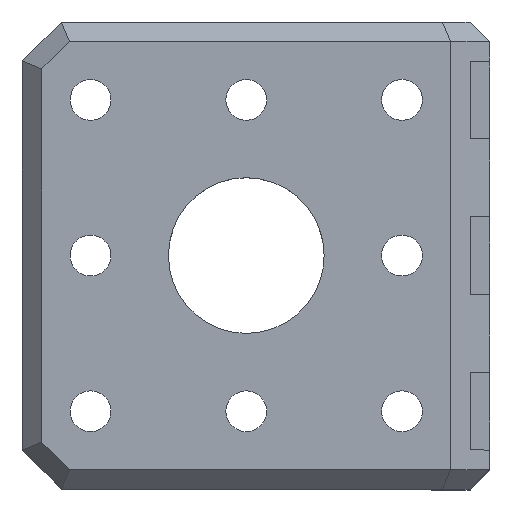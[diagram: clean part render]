
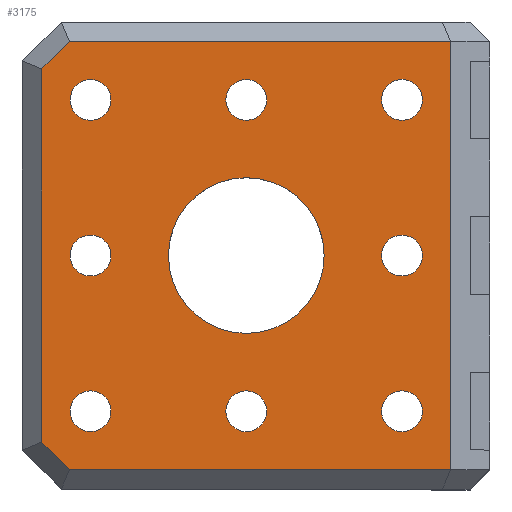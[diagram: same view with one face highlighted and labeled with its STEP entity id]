
A CAD part, top view. The second image highlights one B-rep face of the part: STEP entity #3175.
In plain terms, the highlighted planar face has unit normal (0, 0, 1).
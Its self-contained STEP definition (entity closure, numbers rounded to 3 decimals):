
#2=CARTESIAN_POINT('',(-12.5,-8.,0.));
#3=DIRECTION('',(0.,0.,1.));
#4=DIRECTION('',(-1.,0.,0.));
#5=AXIS2_PLACEMENT_3D('',#2,#3,#4);
#7=CARTESIAN_POINT('',(-12.5,-8.,0.));
#8=DIRECTION('',(0.,0.,1.));
#9=DIRECTION('',(1.,0.,0.));
#10=AXIS2_PLACEMENT_3D('',#7,#8,#9);
#12=CARTESIAN_POINT('',(-12.5,8.,0.));
#13=DIRECTION('',(0.,0.,1.));
#14=DIRECTION('',(-1.,0.,0.));
#15=AXIS2_PLACEMENT_3D('',#12,#13,#14);
#17=CARTESIAN_POINT('',(-12.5,8.,0.));
#18=DIRECTION('',(0.,0.,1.));
#19=DIRECTION('',(1.,0.,0.));
#20=AXIS2_PLACEMENT_3D('',#17,#18,#19);
#22=CARTESIAN_POINT('',(-20.5,0.,0.));
#23=DIRECTION('',(0.,0.,1.));
#24=DIRECTION('',(-1.,0.,0.));
#25=AXIS2_PLACEMENT_3D('',#22,#23,#24);
#27=CARTESIAN_POINT('',(-20.5,0.,0.));
#28=DIRECTION('',(0.,0.,1.));
#29=DIRECTION('',(1.,0.,0.));
#30=AXIS2_PLACEMENT_3D('',#27,#28,#29);
#32=CARTESIAN_POINT('',(-4.5,0.,0.));
#33=DIRECTION('',(0.,0.,1.));
#34=DIRECTION('',(-1.,0.,0.));
#35=AXIS2_PLACEMENT_3D('',#32,#33,#34);
#37=CARTESIAN_POINT('',(-4.5,0.,0.));
#38=DIRECTION('',(0.,0.,1.));
#39=DIRECTION('',(1.,0.,0.));
#40=AXIS2_PLACEMENT_3D('',#37,#38,#39);
#42=CARTESIAN_POINT('',(-4.5,8.,0.));
#43=DIRECTION('',(0.,0.,1.));
#44=DIRECTION('',(-1.,0.,0.));
#45=AXIS2_PLACEMENT_3D('',#42,#43,#44);
#47=CARTESIAN_POINT('',(-4.5,8.,0.));
#48=DIRECTION('',(0.,0.,1.));
#49=DIRECTION('',(1.,0.,0.));
#50=AXIS2_PLACEMENT_3D('',#47,#48,#49);
#52=CARTESIAN_POINT('',(-20.5,8.,0.));
#53=DIRECTION('',(0.,0.,1.));
#54=DIRECTION('',(-1.,0.,0.));
#55=AXIS2_PLACEMENT_3D('',#52,#53,#54);
#57=CARTESIAN_POINT('',(-20.5,8.,0.));
#58=DIRECTION('',(0.,0.,1.));
#59=DIRECTION('',(1.,0.,0.));
#60=AXIS2_PLACEMENT_3D('',#57,#58,#59);
#62=CARTESIAN_POINT('',(-20.5,-8.,0.));
#63=DIRECTION('',(0.,0.,1.));
#64=DIRECTION('',(-1.,0.,0.));
#65=AXIS2_PLACEMENT_3D('',#62,#63,#64);
#67=CARTESIAN_POINT('',(-20.5,-8.,0.));
#68=DIRECTION('',(0.,0.,1.));
#69=DIRECTION('',(1.,0.,0.));
#70=AXIS2_PLACEMENT_3D('',#67,#68,#69);
#72=CARTESIAN_POINT('',(-4.5,-8.,0.));
#73=DIRECTION('',(0.,0.,1.));
#74=DIRECTION('',(-1.,0.,0.));
#75=AXIS2_PLACEMENT_3D('',#72,#73,#74);
#77=CARTESIAN_POINT('',(-4.5,-8.,0.));
#78=DIRECTION('',(0.,0.,1.));
#79=DIRECTION('',(1.,0.,0.));
#80=AXIS2_PLACEMENT_3D('',#77,#78,#79);
#82=CARTESIAN_POINT('',(-12.5,0.,0.));
#83=DIRECTION('',(0.,0.,1.));
#84=DIRECTION('',(0.,1.,0.));
#85=AXIS2_PLACEMENT_3D('',#82,#83,#84);
#87=CARTESIAN_POINT('',(-12.5,0.,0.));
#88=DIRECTION('',(0.,0.,1.));
#89=DIRECTION('',(0.,-1.,0.));
#90=AXIS2_PLACEMENT_3D('',#87,#88,#89);
#852=DIRECTION('',(0.,1.,0.));
#853=VECTOR('',#852,19.172);
#854=CARTESIAN_POINT('',(-23.,-9.586,0.));
#855=LINE('',#854,#853);
#868=DIRECTION('',(-0.707,0.707,0.));
#869=VECTOR('',#868,2.);
#870=CARTESIAN_POINT('',(-21.586,-11.,0.));
#871=LINE('',#870,#869);
#884=DIRECTION('',(1.,0.,0.));
#885=VECTOR('',#884,19.586);
#886=CARTESIAN_POINT('',(-21.586,-11.,0.));
#887=LINE('',#886,#885);
#940=DIRECTION('',(0.,1.,0.));
#941=VECTOR('',#940,22.);
#942=CARTESIAN_POINT('',(-2.,-11.,0.));
#943=LINE('',#942,#941);
#1767=DIRECTION('',(1.,0.,0.));
#1768=VECTOR('',#1767,19.586);
#1769=CARTESIAN_POINT('',(-21.586,11.,0.));
#1770=LINE('',#1769,#1768);
#1779=DIRECTION('',(-0.707,-0.707,0.));
#1780=VECTOR('',#1779,2.);
#1781=CARTESIAN_POINT('',(-21.586,11.,0.));
#1782=LINE('',#1781,#1780);
#2428=CARTESIAN_POINT('',(-13.55,-8.,0.));
#2429=CARTESIAN_POINT('',(-11.45,-8.,0.));
#2430=VERTEX_POINT('',#2428);
#2431=VERTEX_POINT('',#2429);
#2432=CARTESIAN_POINT('',(-13.55,8.,0.));
#2433=CARTESIAN_POINT('',(-11.45,8.,0.));
#2434=VERTEX_POINT('',#2432);
#2435=VERTEX_POINT('',#2433);
#2436=CARTESIAN_POINT('',(-21.55,0.,0.));
#2437=CARTESIAN_POINT('',(-19.45,0.,0.));
#2438=VERTEX_POINT('',#2436);
#2439=VERTEX_POINT('',#2437);
#2440=CARTESIAN_POINT('',(-5.55,0.,0.));
#2441=CARTESIAN_POINT('',(-3.45,0.,0.));
#2442=VERTEX_POINT('',#2440);
#2443=VERTEX_POINT('',#2441);
#2444=CARTESIAN_POINT('',(-5.55,8.,0.));
#2445=CARTESIAN_POINT('',(-3.45,8.,0.));
#2446=VERTEX_POINT('',#2444);
#2447=VERTEX_POINT('',#2445);
#2448=CARTESIAN_POINT('',(-21.55,8.,0.));
#2449=CARTESIAN_POINT('',(-19.45,8.,0.));
#2450=VERTEX_POINT('',#2448);
#2451=VERTEX_POINT('',#2449);
#2452=CARTESIAN_POINT('',(-21.55,-8.,0.));
#2453=CARTESIAN_POINT('',(-19.45,-8.,0.));
#2454=VERTEX_POINT('',#2452);
#2455=VERTEX_POINT('',#2453);
#2456=CARTESIAN_POINT('',(-5.55,-8.,0.));
#2457=CARTESIAN_POINT('',(-3.45,-8.,0.));
#2458=VERTEX_POINT('',#2456);
#2459=VERTEX_POINT('',#2457);
#2492=CARTESIAN_POINT('',(-12.5,4.,0.));
#2493=CARTESIAN_POINT('',(-12.5,-4.,0.));
#2494=VERTEX_POINT('',#2492);
#2495=VERTEX_POINT('',#2493);
#2926=CARTESIAN_POINT('',(-21.586,-11.,0.));
#2927=CARTESIAN_POINT('',(-2.,-11.,0.));
#2928=VERTEX_POINT('',#2926);
#2929=VERTEX_POINT('',#2927);
#2935=CARTESIAN_POINT('',(-2.,11.,0.));
#2937=VERTEX_POINT('',#2935);
#2944=CARTESIAN_POINT('',(-21.586,11.,0.));
#2945=VERTEX_POINT('',#2944);
#3050=CARTESIAN_POINT('',(-23.,-9.586,0.));
#3051=CARTESIAN_POINT('',(-23.,9.586,0.));
#3052=VERTEX_POINT('',#3050);
#3053=VERTEX_POINT('',#3051);
#3102=CARTESIAN_POINT('',(-25.,-12.,0.));
#3103=DIRECTION('',(0.,0.,1.));
#3104=DIRECTION('',(1.,0.,0.));
#3105=AXIS2_PLACEMENT_3D('',#3102,#3103,#3104);
#3106=PLANE('',#3105);
#3108=ORIENTED_EDGE('',*,*,#3107,.F.);
#3110=ORIENTED_EDGE('',*,*,#3109,.T.);
#3112=ORIENTED_EDGE('',*,*,#3111,.F.);
#3114=ORIENTED_EDGE('',*,*,#3113,.F.);
#3116=ORIENTED_EDGE('',*,*,#3115,.T.);
#3118=ORIENTED_EDGE('',*,*,#3117,.T.);
#3119=EDGE_LOOP('',(#3108,#3110,#3112,#3114,#3116,#3118));
#3120=FACE_OUTER_BOUND('',#3119,.F.);
#3122=ORIENTED_EDGE('',*,*,#3121,.T.);
#3124=ORIENTED_EDGE('',*,*,#3123,.T.);
#3125=EDGE_LOOP('',(#3122,#3124));
#3126=FACE_BOUND('',#3125,.F.);
#3128=ORIENTED_EDGE('',*,*,#3127,.T.);
#3130=ORIENTED_EDGE('',*,*,#3129,.T.);
#3131=EDGE_LOOP('',(#3128,#3130));
#3132=FACE_BOUND('',#3131,.F.);
#3134=ORIENTED_EDGE('',*,*,#3133,.T.);
#3136=ORIENTED_EDGE('',*,*,#3135,.T.);
#3137=EDGE_LOOP('',(#3134,#3136));
#3138=FACE_BOUND('',#3137,.F.);
#3140=ORIENTED_EDGE('',*,*,#3139,.T.);
#3142=ORIENTED_EDGE('',*,*,#3141,.T.);
#3143=EDGE_LOOP('',(#3140,#3142));
#3144=FACE_BOUND('',#3143,.F.);
#3146=ORIENTED_EDGE('',*,*,#3145,.T.);
#3148=ORIENTED_EDGE('',*,*,#3147,.T.);
#3149=EDGE_LOOP('',(#3146,#3148));
#3150=FACE_BOUND('',#3149,.F.);
#3152=ORIENTED_EDGE('',*,*,#3151,.T.);
#3154=ORIENTED_EDGE('',*,*,#3153,.T.);
#3155=EDGE_LOOP('',(#3152,#3154));
#3156=FACE_BOUND('',#3155,.F.);
#3158=ORIENTED_EDGE('',*,*,#3157,.T.);
#3160=ORIENTED_EDGE('',*,*,#3159,.T.);
#3161=EDGE_LOOP('',(#3158,#3160));
#3162=FACE_BOUND('',#3161,.F.);
#3164=ORIENTED_EDGE('',*,*,#3163,.T.);
#3166=ORIENTED_EDGE('',*,*,#3165,.T.);
#3167=EDGE_LOOP('',(#3164,#3166));
#3168=FACE_BOUND('',#3167,.F.);
#3170=ORIENTED_EDGE('',*,*,#3169,.T.);
#3172=ORIENTED_EDGE('',*,*,#3171,.T.);
#3173=EDGE_LOOP('',(#3170,#3172));
#3174=FACE_BOUND('',#3173,.F.);
#3175=ADVANCED_FACE('',(#3120,#3126,#3132,#3138,#3144,#3150,#3156,#3162,#3168,
#3174),#3106,.T.);
#6=CIRCLE('',#5,1.05);
#11=CIRCLE('',#10,1.05);
#16=CIRCLE('',#15,1.05);
#21=CIRCLE('',#20,1.05);
#26=CIRCLE('',#25,1.05);
#31=CIRCLE('',#30,1.05);
#36=CIRCLE('',#35,1.05);
#41=CIRCLE('',#40,1.05);
#46=CIRCLE('',#45,1.05);
#51=CIRCLE('',#50,1.05);
#56=CIRCLE('',#55,1.05);
#61=CIRCLE('',#60,1.05);
#66=CIRCLE('',#65,1.05);
#71=CIRCLE('',#70,1.05);
#76=CIRCLE('',#75,1.05);
#81=CIRCLE('',#80,1.05);
#86=CIRCLE('',#85,4.);
#91=CIRCLE('',#90,4.);
#3107=EDGE_CURVE('',#2945,#3053,#1782,.T.);
#3109=EDGE_CURVE('',#2945,#2937,#1770,.T.);
#3111=EDGE_CURVE('',#2929,#2937,#943,.T.);
#3113=EDGE_CURVE('',#2928,#2929,#887,.T.);
#3115=EDGE_CURVE('',#2928,#3052,#871,.T.);
#3117=EDGE_CURVE('',#3052,#3053,#855,.T.);
#3121=EDGE_CURVE('',#2430,#2431,#6,.T.);
#3123=EDGE_CURVE('',#2431,#2430,#11,.T.);
#3127=EDGE_CURVE('',#2434,#2435,#16,.T.);
#3129=EDGE_CURVE('',#2435,#2434,#21,.T.);
#3133=EDGE_CURVE('',#2438,#2439,#26,.T.);
#3135=EDGE_CURVE('',#2439,#2438,#31,.T.);
#3139=EDGE_CURVE('',#2442,#2443,#36,.T.);
#3141=EDGE_CURVE('',#2443,#2442,#41,.T.);
#3145=EDGE_CURVE('',#2446,#2447,#46,.T.);
#3147=EDGE_CURVE('',#2447,#2446,#51,.T.);
#3151=EDGE_CURVE('',#2450,#2451,#56,.T.);
#3153=EDGE_CURVE('',#2451,#2450,#61,.T.);
#3157=EDGE_CURVE('',#2454,#2455,#66,.T.);
#3159=EDGE_CURVE('',#2455,#2454,#71,.T.);
#3163=EDGE_CURVE('',#2458,#2459,#76,.T.);
#3165=EDGE_CURVE('',#2459,#2458,#81,.T.);
#3169=EDGE_CURVE('',#2494,#2495,#86,.T.);
#3171=EDGE_CURVE('',#2495,#2494,#91,.T.);
